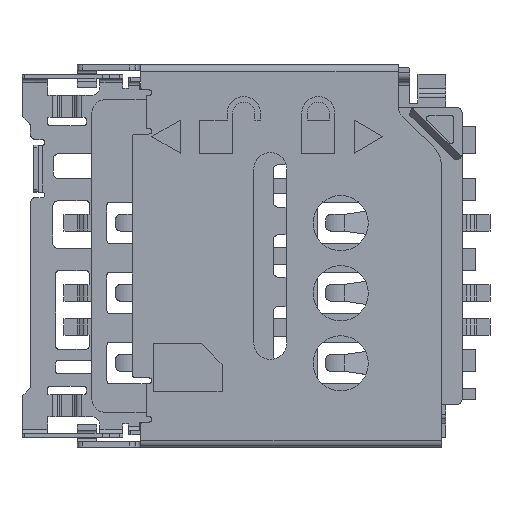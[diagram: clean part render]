
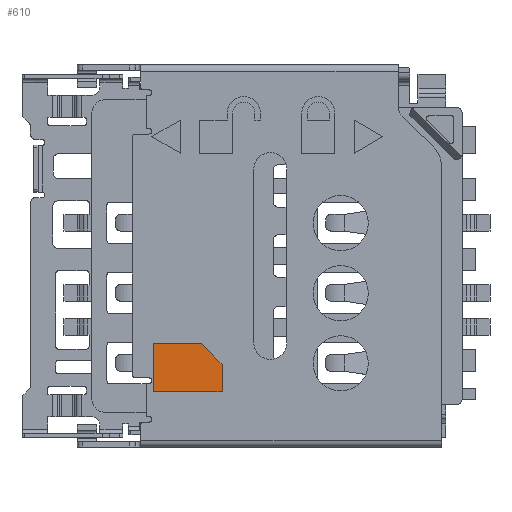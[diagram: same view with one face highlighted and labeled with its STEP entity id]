
A CAD part, top view. The second image highlights one B-rep face of the part: STEP entity #610.
In plain terms, the highlighted planar face has unit normal (0, 0, 1).
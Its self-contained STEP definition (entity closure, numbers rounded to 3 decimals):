
#610=ADVANCED_FACE('',(#2115),#2116,.T.);
#2115=FACE_OUTER_BOUND('',#3934,.T.);
#2116=PLANE('',#3935);
#3934=EDGE_LOOP('',(#9911,#9912,#9913,#9914,#9915));
#3935=AXIS2_PLACEMENT_3D('',#9916,#9917,#9918);
#9911=ORIENTED_EDGE('',*,*,#14421,.F.);
#9912=ORIENTED_EDGE('',*,*,#14419,.F.);
#9913=ORIENTED_EDGE('',*,*,#14417,.F.);
#9914=ORIENTED_EDGE('',*,*,#14415,.F.);
#9915=ORIENTED_EDGE('',*,*,#14413,.F.);
#9916=CARTESIAN_POINT('',(6.87,0.0,1.275));
#9917=DIRECTION('',(0.0,0.0,1.0));
#9918=DIRECTION('',(1.0,-0.0,0.0));
#14413=EDGE_CURVE('',#18459,#18461,#18462,.T.);
#14415=EDGE_CURVE('',#18461,#18464,#18465,.T.);
#14417=EDGE_CURVE('',#18464,#18467,#18468,.T.);
#14419=EDGE_CURVE('',#18467,#18470,#18471,.T.);
#14421=EDGE_CURVE('',#18470,#18459,#18473,.T.);
#18459=VERTEX_POINT('',#24583);
#18461=VERTEX_POINT('',#24586);
#18462=LINE('',#24587,#24588);
#18464=VERTEX_POINT('',#24591);
#18465=LINE('',#24592,#24593);
#18467=VERTEX_POINT('',#24596);
#18468=LINE('',#24597,#24598);
#18470=VERTEX_POINT('',#24601);
#18471=LINE('',#24602,#24603);
#18473=LINE('',#24606,#24607);
#24583=CARTESIAN_POINT('',(-1.23,-4.925,1.275));
#24586=CARTESIAN_POINT('',(-3.73,-4.925,1.275));
#24587=CARTESIAN_POINT('',(-1.23,-4.925,1.275));
#24588=VECTOR('',#28940,2.5);
#24591=CARTESIAN_POINT('',(-3.73,-3.175,1.275));
#24592=CARTESIAN_POINT('',(-3.73,-4.925,1.275));
#24593=VECTOR('',#28942,1.75);
#24596=CARTESIAN_POINT('',(-1.98,-3.175,1.275));
#24597=CARTESIAN_POINT('',(-3.73,-3.175,1.275));
#24598=VECTOR('',#28944,1.75);
#24601=CARTESIAN_POINT('',(-1.23,-3.925,1.275));
#24602=CARTESIAN_POINT('',(-1.98,-3.175,1.275));
#24603=VECTOR('',#28946,1.061);
#24606=CARTESIAN_POINT('',(-1.23,-3.925,1.275));
#24607=VECTOR('',#28948,1.0);
#28940=DIRECTION('',(-1.0,0.0,0.0));
#28942=DIRECTION('',(0.0,1.0,0.0));
#28944=DIRECTION('',(1.0,0.0,0.0));
#28946=DIRECTION('',(0.707,-0.707,0.0));
#28948=DIRECTION('',(0.0,-1.0,0.0));
